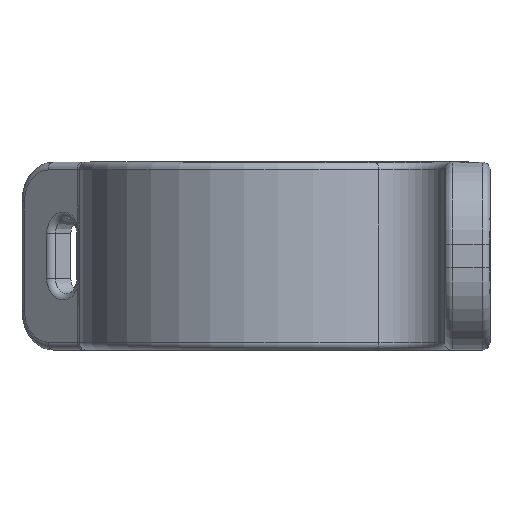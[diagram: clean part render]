
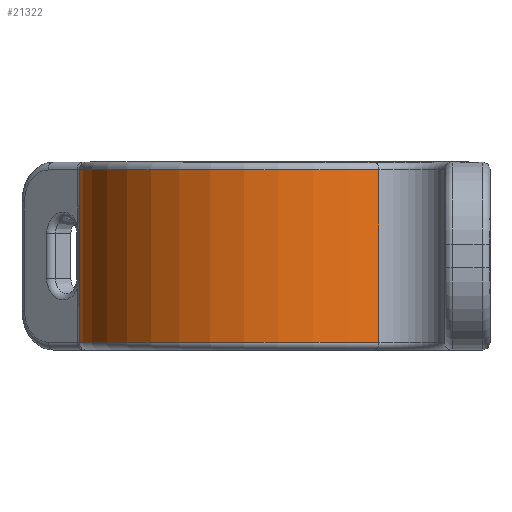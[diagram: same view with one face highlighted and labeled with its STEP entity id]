
A CAD part, left-side view. The second image highlights one B-rep face of the part: STEP entity #21322.
In plain terms, the highlighted cylindrical face has radius 15.85 mm (diameter 31.7 mm), a partial arc.
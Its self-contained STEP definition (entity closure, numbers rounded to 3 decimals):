
#336=CARTESIAN_POINT('',(0.,0.,-6.65));
#337=DIRECTION('',(0.,0.,-1.));
#338=DIRECTION('',(-0.889,-0.458,0.));
#339=AXIS2_PLACEMENT_3D('',#336,#337,#338);
#5087=DIRECTION('',(0.,0.,1.));
#5088=VECTOR('',#5087,13.3);
#5089=CARTESIAN_POINT('',(-14.087,-7.266,-6.65));
#5090=LINE('',#5089,#5088);
#5095=DIRECTION('',(0.,0.,1.));
#5096=VECTOR('',#5095,13.3);
#5097=CARTESIAN_POINT('',(2.398,15.668,-6.65));
#5098=LINE('',#5097,#5096);
#6524=CARTESIAN_POINT('',(0.,0.,6.65));
#6525=DIRECTION('',(0.,0.,1.));
#6526=DIRECTION('',(0.151,0.988,0.));
#6527=AXIS2_PLACEMENT_3D('',#6524,#6525,#6526);
#12567=CARTESIAN_POINT('',(-14.087,-7.266,-6.65));
#12568=CARTESIAN_POINT('',(-14.087,-7.266,6.65));
#12569=VERTEX_POINT('',#12567);
#12570=VERTEX_POINT('',#12568);
#12575=CARTESIAN_POINT('',(2.398,15.668,-6.65));
#12576=CARTESIAN_POINT('',(2.398,15.668,6.65));
#12577=VERTEX_POINT('',#12575);
#12578=VERTEX_POINT('',#12576);
#21309=CARTESIAN_POINT('',(0.,0.,-7.25));
#21310=DIRECTION('',(0.,0.,1.));
#21311=DIRECTION('',(1.,0.,0.));
#21312=AXIS2_PLACEMENT_3D('',#21309,#21310,#21311);
#21313=CYLINDRICAL_SURFACE('',#21312,15.85);
#21314=ORIENTED_EDGE('',*,*,#21300,.F.);
#21315=ORIENTED_EDGE('',*,*,#15262,.T.);
#21317=ORIENTED_EDGE('',*,*,#21316,.T.);
#21319=ORIENTED_EDGE('',*,*,#21318,.T.);
#21320=EDGE_LOOP('',(#21314,#21315,#21317,#21319));
#21321=FACE_OUTER_BOUND('',#21320,.F.);
#21322=ADVANCED_FACE('',(#21321),#21313,.T.);
#340=CIRCLE('',#339,15.85);
#6528=CIRCLE('',#6527,15.85);
#15262=EDGE_CURVE('',#12569,#12577,#340,.T.);
#21300=EDGE_CURVE('',#12569,#12570,#5090,.T.);
#21316=EDGE_CURVE('',#12577,#12578,#5098,.T.);
#21318=EDGE_CURVE('',#12578,#12570,#6528,.T.);
